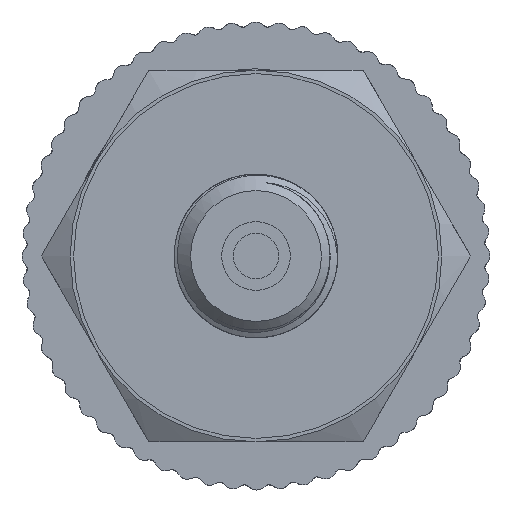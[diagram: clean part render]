
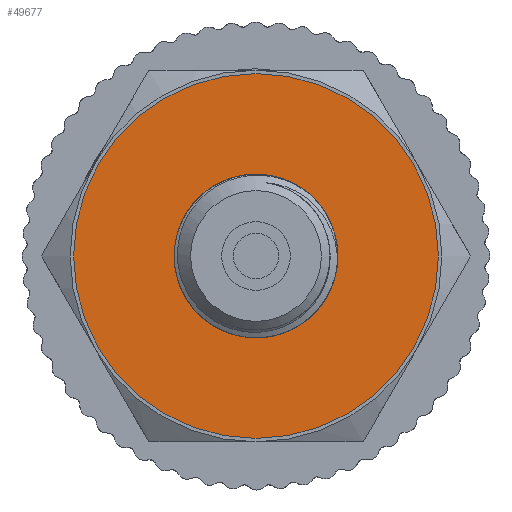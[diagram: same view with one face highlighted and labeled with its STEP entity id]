
A CAD part, left-side view. The second image highlights one B-rep face of the part: STEP entity #49677.
In plain terms, the highlighted planar face has unit normal (-1, 0, 0).
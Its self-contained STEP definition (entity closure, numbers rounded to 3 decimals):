
#1461=PLANE('',#52261);
#2938=FACE_BOUND('',#6043,.T.);
#3332=FACE_OUTER_BOUND('',#6042,.T.);
#6042=EDGE_LOOP('',(#34599));
#6043=EDGE_LOOP('',(#34600));
#8476=CIRCLE('',#52238,13.25);
#8487=CIRCLE('',#52258,5.942);
#20225=VERTEX_POINT('',#77439);
#20235=VERTEX_POINT('',#78675);
#25778=EDGE_CURVE('',#20225,#20225,#8476,.T.);
#25802=EDGE_CURVE('',#20235,#20235,#8487,.T.);
#34599=ORIENTED_EDGE('',*,*,#25778,.T.);
#34600=ORIENTED_EDGE('',*,*,#25802,.T.);
#49677=ADVANCED_FACE('',(#3332,#2938),#1461,.T.);
#52238=AXIS2_PLACEMENT_3D('',#77440,#56671,#56672);
#52258=AXIS2_PLACEMENT_3D('',#78676,#56714,#56715);
#52261=AXIS2_PLACEMENT_3D('',#79050,#56721,#56722);
#56671=DIRECTION('center_axis',(-1.,0.,0.));
#56672=DIRECTION('ref_axis',(0.,1.,0.));
#56714=DIRECTION('center_axis',(1.,0.,0.));
#56715=DIRECTION('ref_axis',(0.,1.,0.));
#56721=DIRECTION('center_axis',(-1.,0.,0.));
#56722=DIRECTION('ref_axis',(0.,0.,1.));
#77439=CARTESIAN_POINT('',(-47.,-13.25,0.));
#77440=CARTESIAN_POINT('Origin',(-47.,0.,0.));
#78675=CARTESIAN_POINT('',(-47.,-5.942,0.));
#78676=CARTESIAN_POINT('Origin',(-47.,0.,0.));
#79050=CARTESIAN_POINT('Origin',(-47.,13.5,0.));
